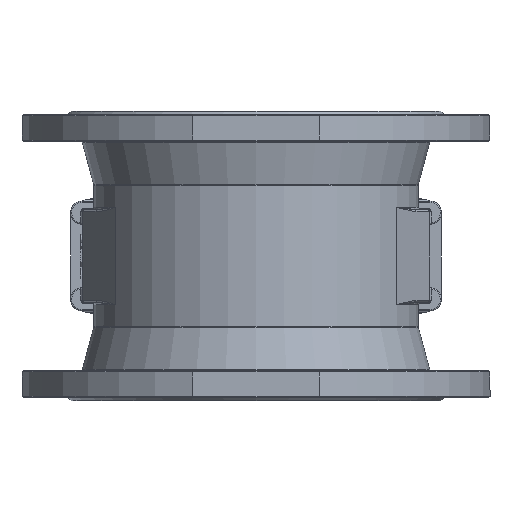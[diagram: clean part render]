
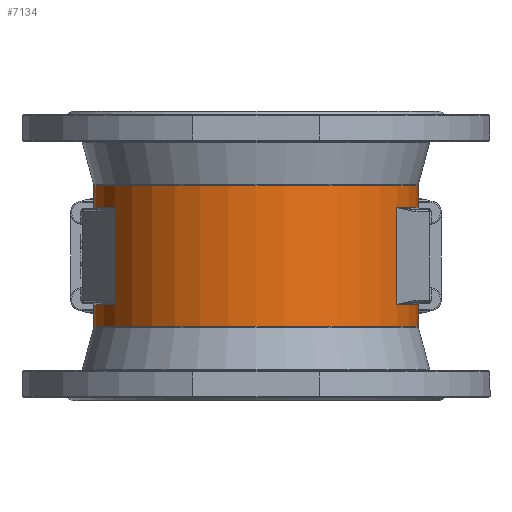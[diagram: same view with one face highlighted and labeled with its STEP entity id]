
A CAD part, front view. The second image highlights one B-rep face of the part: STEP entity #7134.
In plain terms, the highlighted cylindrical face has radius 140 mm (diameter 280 mm), a full revolution.
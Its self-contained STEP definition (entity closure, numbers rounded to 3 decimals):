
#695=LINE('',#13957,#1103);
#696=LINE('',#14253,#1104);
#720=LINE('',#14516,#1128);
#721=LINE('',#14540,#1129);
#722=LINE('',#14825,#1130);
#726=LINE('',#14945,#1134);
#727=LINE('',#14946,#1135);
#728=LINE('',#14947,#1136);
#1103=VECTOR('',#9481,10.);
#1104=VECTOR('',#9500,10.);
#1128=VECTOR('',#9660,10.);
#1129=VECTOR('',#9675,10.);
#1130=VECTOR('',#9698,10.);
#1134=VECTOR('',#9750,140.);
#1135=VECTOR('',#9751,140.);
#1136=VECTOR('',#9752,10.);
#1275=CYLINDRICAL_SURFACE('',#7929,140.);
#1661=FACE_OUTER_BOUND('',#2136,.T.);
#2136=EDGE_LOOP('',(#6169,#6170,#6171,#6172,#6173,#6174,#6175,#6176,#6177,
#6178,#6179,#6180,#6181,#6182,#6183,#6184,#6185,#6186,#6187,#6188,#6189,
#6190));
#2488=CIRCLE('',#7801,140.);
#2489=CIRCLE('',#7802,140.);
#2496=CIRCLE('',#7814,140.);
#2503=CIRCLE('',#7826,140.);
#2527=CIRCLE('',#7858,140.);
#2528=CIRCLE('',#7859,140.);
#2537=CIRCLE('',#7890,140.);
#2538=CIRCLE('',#7891,140.);
#2544=CIRCLE('',#7901,140.);
#2549=CIRCLE('',#7911,140.);
#2558=CIRCLE('',#7927,140.);
#2559=CIRCLE('',#7928,140.);
#3286=VERTEX_POINT('',#13921);
#3287=VERTEX_POINT('',#13942);
#3288=VERTEX_POINT('',#13944);
#3290=VERTEX_POINT('',#13956);
#3294=VERTEX_POINT('',#14048);
#3296=VERTEX_POINT('',#14252);
#3298=VERTEX_POINT('',#14262);
#3319=VERTEX_POINT('',#14402);
#3320=VERTEX_POINT('',#14404);
#3327=VERTEX_POINT('',#14496);
#3328=VERTEX_POINT('',#14518);
#3329=VERTEX_POINT('',#14520);
#3331=VERTEX_POINT('',#14533);
#3335=VERTEX_POINT('',#14622);
#3336=VERTEX_POINT('',#14823);
#3337=VERTEX_POINT('',#14831);
#3343=VERTEX_POINT('',#14939);
#3344=VERTEX_POINT('',#14941);
#4183=EDGE_CURVE('',#3287,#3286,#2488,.T.);
#4184=EDGE_CURVE('',#3288,#3287,#2489,.T.);
#4190=EDGE_CURVE('',#3290,#3288,#695,.T.);
#4197=EDGE_CURVE('',#3294,#3290,#2496,.T.);
#4203=EDGE_CURVE('',#3296,#3294,#696,.T.);
#4208=EDGE_CURVE('',#3298,#3296,#2503,.T.);
#4238=EDGE_CURVE('',#3320,#3319,#2527,.T.);
#4239=EDGE_CURVE('',#3319,#3320,#2528,.T.);
#4267=EDGE_CURVE('',#3327,#3286,#720,.T.);
#4269=EDGE_CURVE('',#3328,#3329,#2537,.T.);
#4270=EDGE_CURVE('',#3329,#3327,#2538,.T.);
#4274=EDGE_CURVE('',#3331,#3328,#721,.T.);
#4282=EDGE_CURVE('',#3335,#3331,#2544,.T.);
#4286=EDGE_CURVE('',#3336,#3335,#722,.T.);
#4290=EDGE_CURVE('',#3337,#3336,#2549,.T.);
#4303=EDGE_CURVE('',#3343,#3344,#2558,.T.);
#4304=EDGE_CURVE('',#3344,#3343,#2559,.T.);
#4305=EDGE_CURVE('',#3320,#3287,#726,.T.);
#4306=EDGE_CURVE('',#3329,#3344,#727,.T.);
#4307=EDGE_CURVE('',#3337,#3298,#728,.T.);
#6169=ORIENTED_EDGE('',*,*,#4238,.T.);
#6170=ORIENTED_EDGE('',*,*,#4239,.T.);
#6171=ORIENTED_EDGE('',*,*,#4305,.T.);
#6172=ORIENTED_EDGE('',*,*,#4183,.T.);
#6173=ORIENTED_EDGE('',*,*,#4267,.F.);
#6174=ORIENTED_EDGE('',*,*,#4270,.F.);
#6175=ORIENTED_EDGE('',*,*,#4306,.T.);
#6176=ORIENTED_EDGE('',*,*,#4303,.F.);
#6177=ORIENTED_EDGE('',*,*,#4304,.F.);
#6178=ORIENTED_EDGE('',*,*,#4306,.F.);
#6179=ORIENTED_EDGE('',*,*,#4269,.F.);
#6180=ORIENTED_EDGE('',*,*,#4274,.F.);
#6181=ORIENTED_EDGE('',*,*,#4282,.F.);
#6182=ORIENTED_EDGE('',*,*,#4286,.F.);
#6183=ORIENTED_EDGE('',*,*,#4290,.F.);
#6184=ORIENTED_EDGE('',*,*,#4307,.T.);
#6185=ORIENTED_EDGE('',*,*,#4208,.T.);
#6186=ORIENTED_EDGE('',*,*,#4203,.T.);
#6187=ORIENTED_EDGE('',*,*,#4197,.T.);
#6188=ORIENTED_EDGE('',*,*,#4190,.T.);
#6189=ORIENTED_EDGE('',*,*,#4184,.T.);
#6190=ORIENTED_EDGE('',*,*,#4305,.F.);
#7134=ADVANCED_FACE('',(#1661),#1275,.T.);
#7801=AXIS2_PLACEMENT_3D('',#13943,#9460,#9461);
#7802=AXIS2_PLACEMENT_3D('',#13945,#9462,#9463);
#7814=AXIS2_PLACEMENT_3D('',#14049,#9488,#9489);
#7826=AXIS2_PLACEMENT_3D('',#14263,#9514,#9515);
#7858=AXIS2_PLACEMENT_3D('',#14405,#9582,#9583);
#7859=AXIS2_PLACEMENT_3D('',#14406,#9584,#9585);
#7890=AXIS2_PLACEMENT_3D('',#14521,#9665,#9666);
#7891=AXIS2_PLACEMENT_3D('',#14522,#9667,#9668);
#7901=AXIS2_PLACEMENT_3D('',#14681,#9688,#9689);
#7911=AXIS2_PLACEMENT_3D('',#14844,#9709,#9710);
#7927=AXIS2_PLACEMENT_3D('',#14942,#9744,#9745);
#7928=AXIS2_PLACEMENT_3D('',#14943,#9746,#9747);
#7929=AXIS2_PLACEMENT_3D('',#14944,#9748,#9749);
#9460=DIRECTION('center_axis',(0.,0.,-1.));
#9461=DIRECTION('ref_axis',(0.915,0.404,0.));
#9462=DIRECTION('center_axis',(0.,0.,-1.));
#9463=DIRECTION('ref_axis',(0.915,0.404,0.));
#9481=DIRECTION('',(0.,0.,1.));
#9488=DIRECTION('center_axis',(0.,0.,-1.));
#9489=DIRECTION('ref_axis',(0.,1.,0.));
#9500=DIRECTION('',(0.,0.,-1.));
#9514=DIRECTION('center_axis',(0.,0.,-1.));
#9515=DIRECTION('ref_axis',(-0.915,0.404,0.));
#9582=DIRECTION('center_axis',(0.,0.,1.));
#9583=DIRECTION('ref_axis',(1.,0.,0.));
#9584=DIRECTION('center_axis',(0.,0.,1.));
#9585=DIRECTION('ref_axis',(1.,0.,0.));
#9660=DIRECTION('',(0.,0.,-1.));
#9665=DIRECTION('center_axis',(0.,0.,-1.));
#9666=DIRECTION('ref_axis',(0.915,0.404,0.));
#9667=DIRECTION('center_axis',(0.,0.,-1.));
#9668=DIRECTION('ref_axis',(0.915,0.404,0.));
#9675=DIRECTION('',(0.,0.,-1.));
#9688=DIRECTION('center_axis',(0.,0.,-1.));
#9689=DIRECTION('ref_axis',(0.,1.,0.));
#9698=DIRECTION('',(0.,0.,1.));
#9709=DIRECTION('center_axis',(0.,0.,-1.));
#9710=DIRECTION('ref_axis',(-0.915,0.404,0.));
#9744=DIRECTION('center_axis',(0.,0.,1.));
#9745=DIRECTION('ref_axis',(1.,0.,0.));
#9746=DIRECTION('center_axis',(0.,0.,1.));
#9747=DIRECTION('ref_axis',(1.,0.,0.));
#9748=DIRECTION('center_axis',(0.,0.,-1.));
#9749=DIRECTION('ref_axis',(-1.,0.,0.));
#9750=DIRECTION('',(0.,0.,1.));
#9751=DIRECTION('',(0.,0.,1.));
#9752=DIRECTION('',(0.,0.,-1.));
#13921=CARTESIAN_POINT('',(121.265,-69.962,-164.));
#13942=CARTESIAN_POINT('',(140.,0.,-164.));
#13943=CARTESIAN_POINT('Origin',(0.,0.,-164.));
#13944=CARTESIAN_POINT('',(31.549,136.399,-164.));
#13945=CARTESIAN_POINT('Origin',(0.,0.,-164.));
#13956=CARTESIAN_POINT('',(31.549,136.399,-174.));
#13957=CARTESIAN_POINT('',(31.549,136.399,-221.));
#14048=CARTESIAN_POINT('',(-31.549,136.399,-174.));
#14049=CARTESIAN_POINT('Origin',(0.,0.,-174.));
#14252=CARTESIAN_POINT('',(-31.549,136.399,-164.));
#14253=CARTESIAN_POINT('',(-31.549,136.399,-221.));
#14262=CARTESIAN_POINT('',(-121.265,-69.962,-164.));
#14263=CARTESIAN_POINT('Origin',(0.,0.,-164.));
#14402=CARTESIAN_POINT('',(-140.,0.,-182.737));
#14404=CARTESIAN_POINT('',(140.,0.,-182.737));
#14405=CARTESIAN_POINT('Origin',(0.,0.,-182.737));
#14406=CARTESIAN_POINT('Origin',(0.,0.,-182.737));
#14496=CARTESIAN_POINT('',(121.265,-69.962,-80.));
#14516=CARTESIAN_POINT('',(121.265,-69.962,-23.));
#14518=CARTESIAN_POINT('',(31.549,136.399,-80.));
#14520=CARTESIAN_POINT('',(140.,0.,-80.));
#14521=CARTESIAN_POINT('Origin',(0.,0.,-80.));
#14522=CARTESIAN_POINT('Origin',(0.,0.,-80.));
#14533=CARTESIAN_POINT('',(31.549,136.399,-70.));
#14540=CARTESIAN_POINT('',(31.549,136.399,-23.));
#14622=CARTESIAN_POINT('',(-31.549,136.399,-70.));
#14681=CARTESIAN_POINT('Origin',(0.,0.,-70.));
#14823=CARTESIAN_POINT('',(-31.549,136.399,-80.));
#14825=CARTESIAN_POINT('',(-31.549,136.399,-23.));
#14831=CARTESIAN_POINT('',(-121.265,-69.962,-80.));
#14844=CARTESIAN_POINT('Origin',(0.,0.,-80.));
#14939=CARTESIAN_POINT('',(-140.,0.,-61.263));
#14941=CARTESIAN_POINT('',(140.,0.,-61.263));
#14942=CARTESIAN_POINT('Origin',(0.,0.,-61.263));
#14943=CARTESIAN_POINT('Origin',(0.,0.,-61.263));
#14944=CARTESIAN_POINT('Origin',(0.,0.,-23.));
#14945=CARTESIAN_POINT('',(140.,0.,-23.));
#14946=CARTESIAN_POINT('',(140.,0.,-23.));
#14947=CARTESIAN_POINT('',(-121.265,-69.962,-23.));
